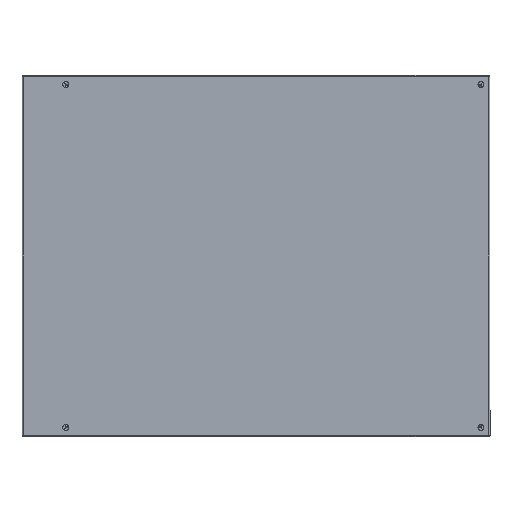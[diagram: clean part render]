
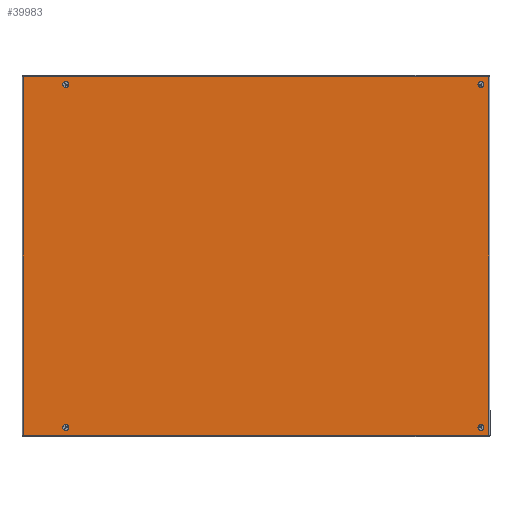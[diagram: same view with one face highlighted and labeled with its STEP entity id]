
A CAD part, left-side view. The second image highlights one B-rep face of the part: STEP entity #39983.
In plain terms, the highlighted face is planar.
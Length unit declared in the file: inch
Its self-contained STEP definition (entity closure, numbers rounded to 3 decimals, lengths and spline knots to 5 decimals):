
#232 = DIRECTION ( 'NONE',  ( 0., -1., 0. ) ) ;
#1021 = CARTESIAN_POINT ( 'NONE',  ( 14., 0., 15.801 ) ) ;
#1510 = VECTOR ( 'NONE', #49235, 39.37008 ) ;
#2048 = EDGE_LOOP ( 'NONE', ( #43133, #9712 ) ) ;
#2429 = ORIENTED_EDGE ( 'NONE', *, *, #3297, .T. ) ;
#3297 = EDGE_CURVE ( 'NONE', #52199, #19870, #44892, .T. ) ;
#4313 = CARTESIAN_POINT ( 'NONE',  ( 14.892, 0., -19.341 ) ) ;
#4522 = DIRECTION ( 'NONE',  ( -1., 0., 0. ) ) ;
#5266 = ORIENTED_EDGE ( 'NONE', *, *, #17589, .T. ) ;
#5838 = DIRECTION ( 'NONE',  ( -1., 0., 0. ) ) ;
#6245 = DIRECTION ( 'NONE',  ( 0., -1., 0. ) ) ;
#7063 = EDGE_CURVE ( 'NONE', #60372, #57116, #33964, .T. ) ;
#7612 = CARTESIAN_POINT ( 'NONE',  ( 14.892, 0., 0. ) ) ;
#8395 = CARTESIAN_POINT ( 'NONE',  ( 14.5, 0., 15.801 ) ) ;
#9206 = FACE_BOUND ( 'NONE', #56383, .T. ) ;
#9712 = ORIENTED_EDGE ( 'NONE', *, *, #48069, .T. ) ;
#11464 = ORIENTED_EDGE ( 'NONE', *, *, #17711, .T. ) ;
#11971 = VERTEX_POINT ( 'NONE', #45157 ) ;
#12266 = DIRECTION ( 'NONE',  ( 0., 0., -1. ) ) ;
#13087 = EDGE_CURVE ( 'NONE', #16065, #49137, #13105, .T. ) ;
#13105 = CIRCLE ( 'NONE', #21760, 0.25 ) ;
#13681 = AXIS2_PLACEMENT_3D ( 'NONE', #27263, #55928, #26846 ) ;
#14972 = VERTEX_POINT ( 'NONE', #1021 ) ;
#16065 = VERTEX_POINT ( 'NONE', #58358 ) ;
#16712 = DIRECTION ( 'NONE',  ( -1., 0., 0. ) ) ;
#17589 = EDGE_CURVE ( 'NONE', #48501, #11971, #26370, .T. ) ;
#17711 = EDGE_CURVE ( 'NONE', #35066, #14972, #22497, .T. ) ;
#18500 = EDGE_CURVE ( 'NONE', #19870, #35616, #54863, .T. ) ;
#19034 = FACE_BOUND ( 'NONE', #2048, .T. ) ;
#19400 = ORIENTED_EDGE ( 'NONE', *, *, #18500, .T. ) ;
#19870 = VERTEX_POINT ( 'NONE', #52540 ) ;
#20438 = ORIENTED_EDGE ( 'NONE', *, *, #33925, .T. ) ;
#21044 = CARTESIAN_POINT ( 'NONE',  ( -14.5, 0., -18.699 ) ) ;
#21352 = CARTESIAN_POINT ( 'NONE',  ( -14.25, 0., -18.699 ) ) ;
#21760 = AXIS2_PLACEMENT_3D ( 'NONE', #23764, #38383, #38176 ) ;
#21803 = CARTESIAN_POINT ( 'NONE',  ( 14.5, 0., -18.699 ) ) ;
#22088 = ORIENTED_EDGE ( 'NONE', *, *, #32404, .T. ) ;
#22497 = CIRCLE ( 'NONE', #56552, 0.25 ) ;
#23129 = ORIENTED_EDGE ( 'NONE', *, *, #46747, .T. ) ;
#23505 = DIRECTION ( 'NONE',  ( -1., 0., 0. ) ) ;
#23605 = FACE_OUTER_BOUND ( 'NONE', #52427, .T. ) ;
#23764 = CARTESIAN_POINT ( 'NONE',  ( 14.25, 0., -18.699 ) ) ;
#24269 = AXIS2_PLACEMENT_3D ( 'NONE', #53229, #232, #23505 ) ;
#26105 = CIRCLE ( 'NONE', #24269, 0.25 ) ;
#26370 = CIRCLE ( 'NONE', #51470, 0.25 ) ;
#26582 = DIRECTION ( 'NONE',  ( 0., -1., 0. ) ) ;
#26692 = VECTOR ( 'NONE', #41477, 39.37008 ) ;
#26846 = DIRECTION ( 'NONE',  ( -1., 0., 0. ) ) ;
#27263 = CARTESIAN_POINT ( 'NONE',  ( -14.25, 0., -18.699 ) ) ;
#28179 = EDGE_CURVE ( 'NONE', #35616, #33186, #43139, .T. ) ;
#29500 = CIRCLE ( 'NONE', #39666, 0.25 ) ;
#29672 = CARTESIAN_POINT ( 'NONE',  ( 0., 0., -19.341 ) ) ;
#30846 = DIRECTION ( 'NONE',  ( -1., 0., 0. ) ) ;
#31385 = CIRCLE ( 'NONE', #55052, 0.25 ) ;
#31685 = CARTESIAN_POINT ( 'NONE',  ( -14.5, 0., 15.801 ) ) ;
#32349 = EDGE_LOOP ( 'NONE', ( #40911, #11464 ) ) ;
#32404 = EDGE_CURVE ( 'NONE', #33186, #52199, #43189, .T. ) ;
#33186 = VERTEX_POINT ( 'NONE', #4313 ) ;
#33551 = DIRECTION ( 'NONE',  ( 0., -1., 0. ) ) ;
#33576 = DIRECTION ( 'NONE',  ( -1., 0., 0. ) ) ;
#33925 = EDGE_CURVE ( 'NONE', #11971, #48501, #26105, .T. ) ;
#33964 = CIRCLE ( 'NONE', #55540, 0.25 ) ;
#35066 = VERTEX_POINT ( 'NONE', #8395 ) ;
#35616 = VERTEX_POINT ( 'NONE', #56039 ) ;
#38015 = FACE_BOUND ( 'NONE', #32349, .T. ) ;
#38176 = DIRECTION ( 'NONE',  ( -1., 0., 0. ) ) ;
#38383 = DIRECTION ( 'NONE',  ( 0., -1., 0. ) ) ;
#39666 = AXIS2_PLACEMENT_3D ( 'NONE', #45888, #26582, #45246 ) ;
#39983 = ADVANCED_FACE ( 'NONE', ( #23605, #9206, #38015, #60814, #19034 ), #40148, .T. ) ;
#40148 = PLANE ( 'NONE',  #43893 ) ;
#40275 = CARTESIAN_POINT ( 'NONE',  ( -14., 0., -18.699 ) ) ;
#40911 = ORIENTED_EDGE ( 'NONE', *, *, #53537, .T. ) ;
#41371 = ORIENTED_EDGE ( 'NONE', *, *, #13087, .T. ) ;
#41477 = DIRECTION ( 'NONE',  ( 0., 0., 1. ) ) ;
#41711 = ORIENTED_EDGE ( 'NONE', *, *, #28179, .T. ) ;
#41911 = VECTOR ( 'NONE', #52745, 39.37008 ) ;
#42959 = CARTESIAN_POINT ( 'NONE',  ( 0., 0., 19.32559 ) ) ;
#43133 = ORIENTED_EDGE ( 'NONE', *, *, #7063, .T. ) ;
#43139 = LINE ( 'NONE', #7612, #57606 ) ;
#43189 = LINE ( 'NONE', #29672, #1510 ) ;
#43893 = AXIS2_PLACEMENT_3D ( 'NONE', #44643, #50377, #30846 ) ;
#44643 = CARTESIAN_POINT ( 'NONE',  ( 0., 0., 0. ) ) ;
#44892 = LINE ( 'NONE', #46785, #26692 ) ;
#45157 = CARTESIAN_POINT ( 'NONE',  ( -14., 0., 15.801 ) ) ;
#45246 = DIRECTION ( 'NONE',  ( -1., 0., 0. ) ) ;
#45399 = CIRCLE ( 'NONE', #13681, 0.25 ) ;
#45575 = DIRECTION ( 'NONE',  ( 0., -1., 0. ) ) ;
#45888 = CARTESIAN_POINT ( 'NONE',  ( 14.25, 0., 15.801 ) ) ;
#46747 = EDGE_CURVE ( 'NONE', #49137, #16065, #31385, .T. ) ;
#46785 = CARTESIAN_POINT ( 'NONE',  ( -14.892, 0., 0. ) ) ;
#48069 = EDGE_CURVE ( 'NONE', #57116, #60372, #45399, .T. ) ;
#48501 = VERTEX_POINT ( 'NONE', #31685 ) ;
#48873 = DIRECTION ( 'NONE',  ( 0., -1., 0. ) ) ;
#49137 = VERTEX_POINT ( 'NONE', #21803 ) ;
#49235 = DIRECTION ( 'NONE',  ( -1., 0., 0. ) ) ;
#50377 = DIRECTION ( 'NONE',  ( 0., 1., 0. ) ) ;
#51470 = AXIS2_PLACEMENT_3D ( 'NONE', #58206, #48873, #33576 ) ;
#52199 = VERTEX_POINT ( 'NONE', #61410 ) ;
#52427 = EDGE_LOOP ( 'NONE', ( #41711, #22088, #2429, #19400 ) ) ;
#52463 = CARTESIAN_POINT ( 'NONE',  ( 14.25, 0., -18.699 ) ) ;
#52540 = CARTESIAN_POINT ( 'NONE',  ( -14.892, 0., 19.32559 ) ) ;
#52745 = DIRECTION ( 'NONE',  ( 1., 0., 0. ) ) ;
#53229 = CARTESIAN_POINT ( 'NONE',  ( -14.25, 0., 15.801 ) ) ;
#53537 = EDGE_CURVE ( 'NONE', #14972, #35066, #29500, .T. ) ;
#54371 = CARTESIAN_POINT ( 'NONE',  ( 14.25, 0., 15.801 ) ) ;
#54863 = LINE ( 'NONE', #42959, #41911 ) ;
#55052 = AXIS2_PLACEMENT_3D ( 'NONE', #52463, #33551, #4522 ) ;
#55540 = AXIS2_PLACEMENT_3D ( 'NONE', #21352, #45575, #16712 ) ;
#55928 = DIRECTION ( 'NONE',  ( 0., -1., 0. ) ) ;
#56039 = CARTESIAN_POINT ( 'NONE',  ( 14.892, 0., 19.32559 ) ) ;
#56383 = EDGE_LOOP ( 'NONE', ( #41371, #23129 ) ) ;
#56438 = EDGE_LOOP ( 'NONE', ( #5266, #20438 ) ) ;
#56552 = AXIS2_PLACEMENT_3D ( 'NONE', #54371, #6245, #5838 ) ;
#57116 = VERTEX_POINT ( 'NONE', #40275 ) ;
#57606 = VECTOR ( 'NONE', #12266, 39.37008 ) ;
#58206 = CARTESIAN_POINT ( 'NONE',  ( -14.25, 0., 15.801 ) ) ;
#58358 = CARTESIAN_POINT ( 'NONE',  ( 14., 0., -18.699 ) ) ;
#60372 = VERTEX_POINT ( 'NONE', #21044 ) ;
#60814 = FACE_BOUND ( 'NONE', #56438, .T. ) ;
#61410 = CARTESIAN_POINT ( 'NONE',  ( -14.892, 0., -19.341 ) ) ;
